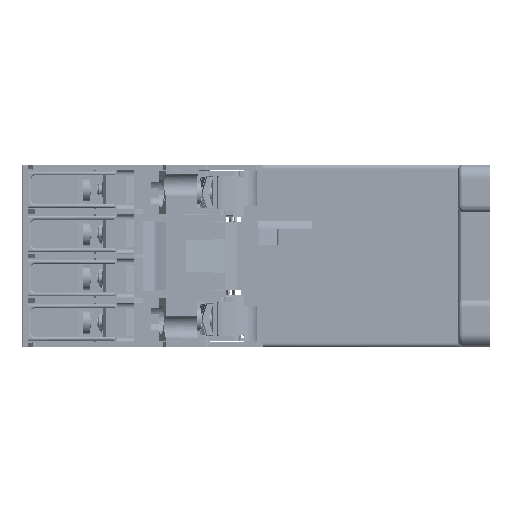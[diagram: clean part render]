
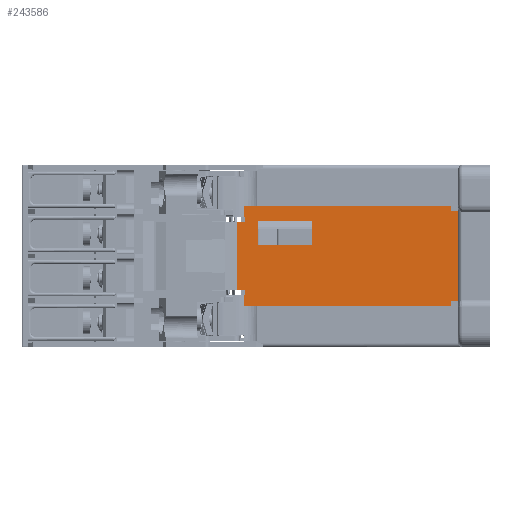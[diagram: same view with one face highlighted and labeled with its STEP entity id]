
A CAD part, left-side view. The second image highlights one B-rep face of the part: STEP entity #243586.
In plain terms, the highlighted planar face has unit normal (-1, 0, 0).
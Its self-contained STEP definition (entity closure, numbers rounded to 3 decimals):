
#243321=CARTESIAN_POINT('',(-32.4,-47.6,12.4));
#243322=VERTEX_POINT('',#243321);
#243329=CARTESIAN_POINT('',(-32.4,-47.6,11.1));
#243330=VERTEX_POINT('',#243329);
#243331=CARTESIAN_POINT('',(-32.4,-47.6,11.1));
#243332=DIRECTION('',(0.0,0.0,1.0));
#243333=VECTOR('',#243332,1.3);
#243334=LINE('',#243331,#243333);
#243335=EDGE_CURVE('',#243330,#243322,#243334,.T.);
#243360=CARTESIAN_POINT('',(-32.4,-49.5,11.1));
#243361=VERTEX_POINT('',#243360);
#243362=CARTESIAN_POINT('',(-32.4,-49.5,11.1));
#243363=DIRECTION('',(0.0,1.0,0.0));
#243364=VECTOR('',#243363,1.9);
#243365=LINE('',#243362,#243364);
#243366=EDGE_CURVE('',#243361,#243330,#243365,.T.);
#243401=CARTESIAN_POINT('',(-32.4,-49.5,12.4));
#243402=DIRECTION('',(-1.0,0.0,0.0));
#243403=DIRECTION('',(0.0,0.0,1.0));
#243404=AXIS2_PLACEMENT_3D('',#243401,#243402,#243403);
#243405=PLANE('',#243404);
#243406=ORIENTED_EDGE('',*,*,#243366,.T.);
#243407=ORIENTED_EDGE('',*,*,#243335,.T.);
#243408=CARTESIAN_POINT('',(-32.4,3.17,12.4));
#243409=VERTEX_POINT('',#243408);
#243410=CARTESIAN_POINT('',(-32.4,-47.6,12.4));
#243411=DIRECTION('',(0.0,1.0,0.0));
#243412=VECTOR('',#243411,50.77);
#243413=LINE('',#243410,#243412);
#243414=EDGE_CURVE('',#243322,#243409,#243413,.T.);
#243415=ORIENTED_EDGE('',*,*,#243414,.T.);
#243416=CARTESIAN_POINT('',(-32.4,3.17,9.65));
#243417=VERTEX_POINT('',#243416);
#243418=CARTESIAN_POINT('',(-32.4,3.17,9.65));
#243419=DIRECTION('',(0.0,0.0,1.0));
#243420=VECTOR('',#243419,2.75);
#243421=LINE('',#243418,#243420);
#243422=EDGE_CURVE('',#243417,#243409,#243421,.T.);
#243423=ORIENTED_EDGE('',*,*,#243422,.F.);
#243424=CARTESIAN_POINT('',(-32.4,3.1,9.65));
#243425=VERTEX_POINT('',#243424);
#243426=CARTESIAN_POINT('',(-32.4,3.17,9.65));
#243427=DIRECTION('',(0.0,-1.0,0.0));
#243428=VECTOR('',#243427,0.07);
#243429=LINE('',#243426,#243428);
#243430=EDGE_CURVE('',#243417,#243425,#243429,.T.);
#243431=ORIENTED_EDGE('',*,*,#243430,.T.);
#243432=CARTESIAN_POINT('',(-32.4,3.1,8.4));
#243433=VERTEX_POINT('',#243432);
#243434=CARTESIAN_POINT('',(-32.4,3.1,9.65));
#243435=DIRECTION('',(0.0,0.0,-1.0));
#243436=VECTOR('',#243435,1.25);
#243437=LINE('',#243434,#243436);
#243438=EDGE_CURVE('',#243425,#243433,#243437,.T.);
#243439=ORIENTED_EDGE('',*,*,#243438,.T.);
#243440=CARTESIAN_POINT('',(-32.4,5.1,8.4));
#243441=VERTEX_POINT('',#243440);
#243442=CARTESIAN_POINT('',(-32.4,3.1,8.4));
#243443=DIRECTION('',(0.0,1.0,0.0));
#243444=VECTOR('',#243443,2.0);
#243445=LINE('',#243442,#243444);
#243446=EDGE_CURVE('',#243433,#243441,#243445,.T.);
#243447=ORIENTED_EDGE('',*,*,#243446,.T.);
#243448=CARTESIAN_POINT('',(-32.4,5.1,-8.4));
#243449=VERTEX_POINT('',#243448);
#243450=CARTESIAN_POINT('',(-32.4,5.1,-8.4));
#243451=DIRECTION('',(0.0,0.0,1.0));
#243452=VECTOR('',#243451,16.8);
#243453=LINE('',#243450,#243452);
#243454=EDGE_CURVE('',#243449,#243441,#243453,.T.);
#243455=ORIENTED_EDGE('',*,*,#243454,.F.);
#243456=CARTESIAN_POINT('',(-32.4,3.1,-8.4));
#243457=VERTEX_POINT('',#243456);
#243458=CARTESIAN_POINT('',(-32.4,5.1,-8.4));
#243459=DIRECTION('',(0.0,-1.0,0.0));
#243460=VECTOR('',#243459,2.0);
#243461=LINE('',#243458,#243460);
#243462=EDGE_CURVE('',#243449,#243457,#243461,.T.);
#243463=ORIENTED_EDGE('',*,*,#243462,.T.);
#243464=CARTESIAN_POINT('',(-32.4,3.1,-9.65));
#243465=VERTEX_POINT('',#243464);
#243466=CARTESIAN_POINT('',(-32.4,3.1,-8.4));
#243467=DIRECTION('',(0.0,0.0,-1.0));
#243468=VECTOR('',#243467,1.25);
#243469=LINE('',#243466,#243468);
#243470=EDGE_CURVE('',#243457,#243465,#243469,.T.);
#243471=ORIENTED_EDGE('',*,*,#243470,.T.);
#243472=CARTESIAN_POINT('',(-32.4,3.17,-9.65));
#243473=VERTEX_POINT('',#243472);
#243474=CARTESIAN_POINT('',(-32.4,3.1,-9.65));
#243475=DIRECTION('',(0.0,1.0,0.0));
#243476=VECTOR('',#243475,0.07);
#243477=LINE('',#243474,#243476);
#243478=EDGE_CURVE('',#243465,#243473,#243477,.T.);
#243479=ORIENTED_EDGE('',*,*,#243478,.T.);
#243480=CARTESIAN_POINT('',(-32.4,3.17,-12.4));
#243481=VERTEX_POINT('',#243480);
#243482=CARTESIAN_POINT('',(-32.4,3.17,-12.4));
#243483=DIRECTION('',(0.0,0.0,1.0));
#243484=VECTOR('',#243483,2.75);
#243485=LINE('',#243482,#243484);
#243486=EDGE_CURVE('',#243481,#243473,#243485,.T.);
#243487=ORIENTED_EDGE('',*,*,#243486,.F.);
#243488=CARTESIAN_POINT('',(-32.4,-47.6,-12.4));
#243489=VERTEX_POINT('',#243488);
#243490=CARTESIAN_POINT('',(-32.4,-47.6,-12.4));
#243491=DIRECTION('',(0.0,1.0,0.0));
#243492=VECTOR('',#243491,50.77);
#243493=LINE('',#243490,#243492);
#243494=EDGE_CURVE('',#243489,#243481,#243493,.T.);
#243495=ORIENTED_EDGE('',*,*,#243494,.F.);
#243496=CARTESIAN_POINT('',(-32.4,-47.6,-11.1));
#243497=VERTEX_POINT('',#243496);
#243498=CARTESIAN_POINT('',(-32.4,-47.6,-12.4));
#243499=DIRECTION('',(0.0,0.0,1.0));
#243500=VECTOR('',#243499,1.3);
#243501=LINE('',#243498,#243500);
#243502=EDGE_CURVE('',#243489,#243497,#243501,.T.);
#243503=ORIENTED_EDGE('',*,*,#243502,.T.);
#243504=CARTESIAN_POINT('',(-32.4,-49.5,-11.1));
#243505=VERTEX_POINT('',#243504);
#243506=CARTESIAN_POINT('',(-32.4,-47.6,-11.1));
#243507=DIRECTION('',(0.0,-1.0,0.0));
#243508=VECTOR('',#243507,1.9);
#243509=LINE('',#243506,#243508);
#243510=EDGE_CURVE('',#243497,#243505,#243509,.T.);
#243511=ORIENTED_EDGE('',*,*,#243510,.T.);
#243512=CARTESIAN_POINT('',(-32.4,-49.5,-2.25));
#243513=VERTEX_POINT('',#243512);
#243514=CARTESIAN_POINT('',(-32.4,-49.5,-2.25));
#243515=DIRECTION('',(0.0,0.0,-1.0));
#243516=VECTOR('',#243515,8.85);
#243517=LINE('',#243514,#243516);
#243518=EDGE_CURVE('',#243513,#243505,#243517,.T.);
#243519=ORIENTED_EDGE('',*,*,#243518,.F.);
#243520=CARTESIAN_POINT('',(-32.4,-51.3,-2.25));
#243521=VERTEX_POINT('',#243520);
#243522=CARTESIAN_POINT('',(-32.4,-49.5,-2.25));
#243523=DIRECTION('',(0.0,-1.0,0.0));
#243524=VECTOR('',#243523,1.8);
#243525=LINE('',#243522,#243524);
#243526=EDGE_CURVE('',#243513,#243521,#243525,.T.);
#243527=ORIENTED_EDGE('',*,*,#243526,.T.);
#243528=CARTESIAN_POINT('',(-32.4,-51.3,2.25));
#243529=VERTEX_POINT('',#243528);
#243530=CARTESIAN_POINT('',(-32.4,-51.3,2.25));
#243531=DIRECTION('',(0.0,0.0,-1.0));
#243532=VECTOR('',#243531,4.5);
#243533=LINE('',#243530,#243532);
#243534=EDGE_CURVE('',#243529,#243521,#243533,.T.);
#243535=ORIENTED_EDGE('',*,*,#243534,.F.);
#243536=CARTESIAN_POINT('',(-32.4,-49.5,2.25));
#243537=VERTEX_POINT('',#243536);
#243538=CARTESIAN_POINT('',(-32.4,-49.5,2.25));
#243539=DIRECTION('',(0.0,-1.0,0.0));
#243540=VECTOR('',#243539,1.8);
#243541=LINE('',#243538,#243540);
#243542=EDGE_CURVE('',#243537,#243529,#243541,.T.);
#243543=ORIENTED_EDGE('',*,*,#243542,.F.);
#243544=CARTESIAN_POINT('',(-32.4,-49.5,11.1));
#243545=DIRECTION('',(0.0,0.0,-1.0));
#243546=VECTOR('',#243545,8.85);
#243547=LINE('',#243544,#243546);
#243548=EDGE_CURVE('',#243361,#243537,#243547,.T.);
#243549=ORIENTED_EDGE('',*,*,#243548,.F.);
#243550=EDGE_LOOP('',(#243406,#243407,#243415,#243423,#243431,#243439,#243447,#243455,#243463,#243471,#243479,#243487,#243495,#243503,#243511,#243519,#243527,#243535,#243543,#243549));
#243551=FACE_OUTER_BOUND('',#243550,.T.);
#243552=CARTESIAN_POINT('',(-32.4,-13.55,2.6));
#243553=VERTEX_POINT('',#243552);
#243554=CARTESIAN_POINT('',(-32.4,-0.3,2.6));
#243555=VERTEX_POINT('',#243554);
#243556=CARTESIAN_POINT('',(-32.4,-13.55,2.6));
#243557=DIRECTION('',(0.0,1.0,0.0));
#243558=VECTOR('',#243557,13.25);
#243559=LINE('',#243556,#243558);
#243560=EDGE_CURVE('',#243553,#243555,#243559,.T.);
#243561=ORIENTED_EDGE('',*,*,#243560,.T.);
#243562=CARTESIAN_POINT('',(-32.4,-0.3,8.6));
#243563=VERTEX_POINT('',#243562);
#243564=CARTESIAN_POINT('',(-32.4,-0.3,2.6));
#243565=DIRECTION('',(0.0,0.0,1.0));
#243566=VECTOR('',#243565,6.);
#243567=LINE('',#243564,#243566);
#243568=EDGE_CURVE('',#243555,#243563,#243567,.T.);
#243569=ORIENTED_EDGE('',*,*,#243568,.T.);
#243570=CARTESIAN_POINT('',(-32.4,-13.55,8.6));
#243571=VERTEX_POINT('',#243570);
#243572=CARTESIAN_POINT('',(-32.4,-0.3,8.6));
#243573=DIRECTION('',(0.0,-1.0,0.0));
#243574=VECTOR('',#243573,13.25);
#243575=LINE('',#243572,#243574);
#243576=EDGE_CURVE('',#243563,#243571,#243575,.T.);
#243577=ORIENTED_EDGE('',*,*,#243576,.T.);
#243578=CARTESIAN_POINT('',(-32.4,-13.55,8.6));
#243579=DIRECTION('',(0.0,0.0,-1.0));
#243580=VECTOR('',#243579,6.0);
#243581=LINE('',#243578,#243580);
#243582=EDGE_CURVE('',#243571,#243553,#243581,.T.);
#243583=ORIENTED_EDGE('',*,*,#243582,.T.);
#243584=EDGE_LOOP('',(#243561,#243569,#243577,#243583));
#243585=FACE_BOUND('',#243584,.T.);
#243586=ADVANCED_FACE('',(#243551,#243585),#243405,.T.);
